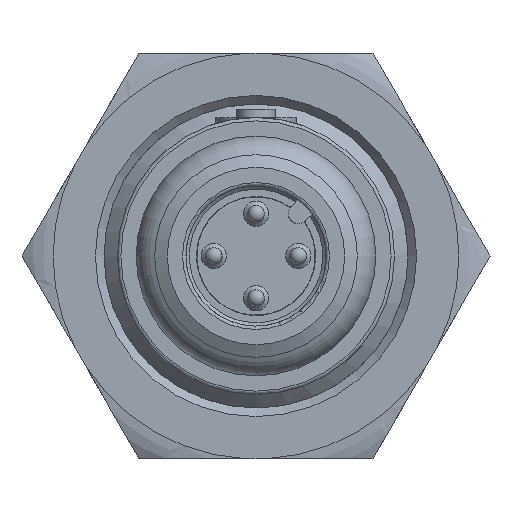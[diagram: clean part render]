
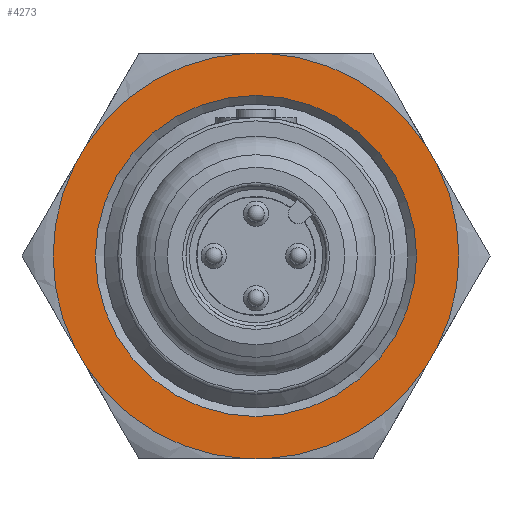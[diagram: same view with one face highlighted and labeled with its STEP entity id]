
A CAD part, front view. The second image highlights one B-rep face of the part: STEP entity #4273.
In plain terms, the highlighted planar face has unit normal (0, -1, 0).
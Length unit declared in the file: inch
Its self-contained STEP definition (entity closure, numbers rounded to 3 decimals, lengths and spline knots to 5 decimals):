
#35 = EDGE_LOOP ( 'NONE', ( #3736 ) ) ;
#58 = CIRCLE ( 'NONE', #1922, 0.47314 ) ;
#206 = CARTESIAN_POINT ( 'NONE',  ( 0.02568, 0.19986, 0.46901 ) ) ;
#226 = VECTOR ( 'NONE', #2066, 39.37008 ) ;
#309 = CARTESIAN_POINT ( 'NONE',  ( -0.39631, 0.19986, -0.26189 ) ) ;
#324 = EDGE_CURVE ( 'NONE', #449, #2863, #1918, .T. ) ;
#327 = CARTESIAN_POINT ( 'NONE',  ( 0., 0.19986, -0.00343 ) ) ;
#399 = DIRECTION ( 'NONE',  ( 0., 0., -1. ) ) ;
#402 = EDGE_LOOP ( 'NONE', ( #4832, #3665, #683, #1651, #2856, #858, #5239, #4711, #1716, #4419, #3487, #3864 ) ) ;
#449 = VERTEX_POINT ( 'NONE', #206 ) ;
#458 = LINE ( 'NONE', #3611, #226 ) ;
#506 = CARTESIAN_POINT ( 'NONE',  ( 0., 0.19986, -0.00343 ) ) ;
#537 = VECTOR ( 'NONE', #1810, 39.37008 ) ;
#601 = CARTESIAN_POINT ( 'NONE',  ( -0.39631, 0.19986, 0.25503 ) ) ;
#683 = ORIENTED_EDGE ( 'NONE', *, *, #4289, .T. ) ;
#715 = EDGE_CURVE ( 'NONE', #2863, #1237, #1270, .T. ) ;
#725 = DIRECTION ( 'NONE',  ( 0., 0., -1. ) ) ;
#801 = DIRECTION ( 'NONE',  ( 0., 0., -1. ) ) ;
#812 = AXIS2_PLACEMENT_3D ( 'NONE', #327, #3144, #4766 ) ;
#858 = ORIENTED_EDGE ( 'NONE', *, *, #4724, .T. ) ;
#932 = AXIS2_PLACEMENT_3D ( 'NONE', #1238, #2853, #3550 ) ;
#941 = CIRCLE ( 'NONE', #2207, 0.47314 ) ;
#1013 = CARTESIAN_POINT ( 'NONE',  ( 0.39631, 0.19986, -0.26189 ) ) ;
#1029 = CARTESIAN_POINT ( 'NONE',  ( -0.27276, 0.19986, 0.46901 ) ) ;
#1058 = CARTESIAN_POINT ( 'NONE',  ( 0., 0.19986, -0.37776 ) ) ;
#1095 = CARTESIAN_POINT ( 'NONE',  ( 0.02568, 0.19986, -0.47587 ) ) ;
#1127 = EDGE_CURVE ( 'NONE', #2357, #3134, #3709, .T. ) ;
#1137 = DIRECTION ( 'NONE',  ( 0., -1., 0. ) ) ;
#1180 = CARTESIAN_POINT ( 'NONE',  ( -0.42199, 0.19986, -0.21741 ) ) ;
#1226 = EDGE_CURVE ( 'NONE', #1237, #1333, #4212, .T. ) ;
#1232 = VERTEX_POINT ( 'NONE', #3409 ) ;
#1234 = DIRECTION ( 'NONE',  ( 0.5, 0., 0.866 ) ) ;
#1237 = VERTEX_POINT ( 'NONE', #601 ) ;
#1238 = CARTESIAN_POINT ( 'NONE',  ( 0., 0.19986, -0.00343 ) ) ;
#1270 = CIRCLE ( 'NONE', #4231, 0.47314 ) ;
#1311 = CARTESIAN_POINT ( 'NONE',  ( 0., 0.19986, -0.00343 ) ) ;
#1333 = VERTEX_POINT ( 'NONE', #1930 ) ;
#1405 = AXIS2_PLACEMENT_3D ( 'NONE', #4025, #5233, #5155 ) ;
#1427 = DIRECTION ( 'NONE',  ( -0.5, 0., -0.866 ) ) ;
#1520 = VERTEX_POINT ( 'NONE', #5084 ) ;
#1532 = PLANE ( 'NONE',  #812 ) ;
#1603 = DIRECTION ( 'NONE',  ( 0., -1., 0. ) ) ;
#1651 = ORIENTED_EDGE ( 'NONE', *, *, #2817, .T. ) ;
#1671 = EDGE_CURVE ( 'NONE', #3134, #1520, #4922, .T. ) ;
#1716 = ORIENTED_EDGE ( 'NONE', *, *, #1226, .T. ) ;
#1810 = DIRECTION ( 'NONE',  ( 1., 0., 0. ) ) ;
#1918 = LINE ( 'NONE', #4761, #3558 ) ;
#1922 = AXIS2_PLACEMENT_3D ( 'NONE', #506, #2814, #801 ) ;
#1930 = CARTESIAN_POINT ( 'NONE',  ( -0.42199, 0.19986, 0.21055 ) ) ;
#2038 = DIRECTION ( 'NONE',  ( 0.5, 0., -0.866 ) ) ;
#2066 = DIRECTION ( 'NONE',  ( -0.5, 0., 0.866 ) ) ;
#2105 = DIRECTION ( 'NONE',  ( 0., 0., -1. ) ) ;
#2150 = EDGE_CURVE ( 'NONE', #1520, #4365, #2654, .T. ) ;
#2207 = AXIS2_PLACEMENT_3D ( 'NONE', #3544, #1137, #4367 ) ;
#2357 = VERTEX_POINT ( 'NONE', #1180 ) ;
#2387 = DIRECTION ( 'NONE',  ( -1., 0., 0. ) ) ;
#2513 = VERTEX_POINT ( 'NONE', #5038 ) ;
#2621 = VECTOR ( 'NONE', #1427, 39.37008 ) ;
#2629 = CARTESIAN_POINT ( 'NONE',  ( -0.27276, 0.19986, -0.47587 ) ) ;
#2651 = CARTESIAN_POINT ( 'NONE',  ( 0.42199, 0.19986, -0.21741 ) ) ;
#2654 = LINE ( 'NONE', #2629, #537 ) ;
#2714 = FACE_BOUND ( 'NONE', #35, .T. ) ;
#2756 = AXIS2_PLACEMENT_3D ( 'NONE', #3589, #1603, #725 ) ;
#2814 = DIRECTION ( 'NONE',  ( 0., -1., 0. ) ) ;
#2817 = EDGE_CURVE ( 'NONE', #4893, #1232, #3518, .T. ) ;
#2853 = DIRECTION ( 'NONE',  ( 0., -1., 0. ) ) ;
#2856 = ORIENTED_EDGE ( 'NONE', *, *, #5105, .T. ) ;
#2863 = VERTEX_POINT ( 'NONE', #5088 ) ;
#3134 = VERTEX_POINT ( 'NONE', #309 ) ;
#3144 = DIRECTION ( 'NONE',  ( 0., -1., 0. ) ) ;
#3145 = EDGE_CURVE ( 'NONE', #1333, #2357, #941, .T. ) ;
#3296 = CARTESIAN_POINT ( 'NONE',  ( 0.27276, 0.19986, -0.47587 ) ) ;
#3393 = EDGE_CURVE ( 'NONE', #4365, #4929, #4119, .T. ) ;
#3409 = CARTESIAN_POINT ( 'NONE',  ( 0.42199, 0.19986, 0.21055 ) ) ;
#3487 = ORIENTED_EDGE ( 'NONE', *, *, #1127, .T. ) ;
#3518 = CIRCLE ( 'NONE', #3852, 0.47314 ) ;
#3544 = CARTESIAN_POINT ( 'NONE',  ( 0., 0.19986, -0.00343 ) ) ;
#3550 = DIRECTION ( 'NONE',  ( 0., 0., -1. ) ) ;
#3558 = VECTOR ( 'NONE', #2387, 39.37008 ) ;
#3589 = CARTESIAN_POINT ( 'NONE',  ( 0., 0.19986, -0.00343 ) ) ;
#3611 = CARTESIAN_POINT ( 'NONE',  ( 0.54553, 0.19986, -0.00343 ) ) ;
#3630 = DIRECTION ( 'NONE',  ( 0., -1., 0. ) ) ;
#3665 = ORIENTED_EDGE ( 'NONE', *, *, #3393, .T. ) ;
#3684 = CARTESIAN_POINT ( 'NONE',  ( 0., 0.19986, -0.00343 ) ) ;
#3709 = LINE ( 'NONE', #4932, #4927 ) ;
#3723 = EDGE_CURVE ( 'NONE', #4688, #4688, #5223, .T. ) ;
#3736 = ORIENTED_EDGE ( 'NONE', *, *, #3723, .T. ) ;
#3852 = AXIS2_PLACEMENT_3D ( 'NONE', #3684, #4852, #399 ) ;
#3864 = ORIENTED_EDGE ( 'NONE', *, *, #1671, .T. ) ;
#3936 = FACE_OUTER_BOUND ( 'NONE', #402, .T. ) ;
#4025 = CARTESIAN_POINT ( 'NONE',  ( 0., 0.19986, -0.00343 ) ) ;
#4119 = CIRCLE ( 'NONE', #2756, 0.47314 ) ;
#4121 = VECTOR ( 'NONE', #1234, 39.37008 ) ;
#4212 = LINE ( 'NONE', #1029, #2621 ) ;
#4231 = AXIS2_PLACEMENT_3D ( 'NONE', #1311, #3630, #2105 ) ;
#4273 = ADVANCED_FACE ( 'NONE', ( #2714, #3936 ), #1532, .T. ) ;
#4289 = EDGE_CURVE ( 'NONE', #4929, #4893, #4522, .T. ) ;
#4365 = VERTEX_POINT ( 'NONE', #1095 ) ;
#4367 = DIRECTION ( 'NONE',  ( 0., 0., -1. ) ) ;
#4419 = ORIENTED_EDGE ( 'NONE', *, *, #3145, .T. ) ;
#4522 = LINE ( 'NONE', #3296, #4121 ) ;
#4688 = VERTEX_POINT ( 'NONE', #1058 ) ;
#4711 = ORIENTED_EDGE ( 'NONE', *, *, #715, .T. ) ;
#4724 = EDGE_CURVE ( 'NONE', #2513, #449, #58, .T. ) ;
#4761 = CARTESIAN_POINT ( 'NONE',  ( 0.27276, 0.19986, 0.46901 ) ) ;
#4766 = DIRECTION ( 'NONE',  ( 0., 0., -1. ) ) ;
#4832 = ORIENTED_EDGE ( 'NONE', *, *, #2150, .T. ) ;
#4852 = DIRECTION ( 'NONE',  ( 0., -1., 0. ) ) ;
#4893 = VERTEX_POINT ( 'NONE', #2651 ) ;
#4922 = CIRCLE ( 'NONE', #932, 0.47314 ) ;
#4927 = VECTOR ( 'NONE', #2038, 39.37008 ) ;
#4929 = VERTEX_POINT ( 'NONE', #1013 ) ;
#4932 = CARTESIAN_POINT ( 'NONE',  ( -0.54553, 0.19986, -0.00343 ) ) ;
#5038 = CARTESIAN_POINT ( 'NONE',  ( 0.39631, 0.19986, 0.25503 ) ) ;
#5084 = CARTESIAN_POINT ( 'NONE',  ( -0.02568, 0.19986, -0.47587 ) ) ;
#5088 = CARTESIAN_POINT ( 'NONE',  ( -0.02568, 0.19986, 0.46901 ) ) ;
#5105 = EDGE_CURVE ( 'NONE', #1232, #2513, #458, .T. ) ;
#5155 = DIRECTION ( 'NONE',  ( 0., 0., -1. ) ) ;
#5223 = CIRCLE ( 'NONE', #1405, 0.37433 ) ;
#5233 = DIRECTION ( 'NONE',  ( 0., 1., 0. ) ) ;
#5239 = ORIENTED_EDGE ( 'NONE', *, *, #324, .T. ) ;
